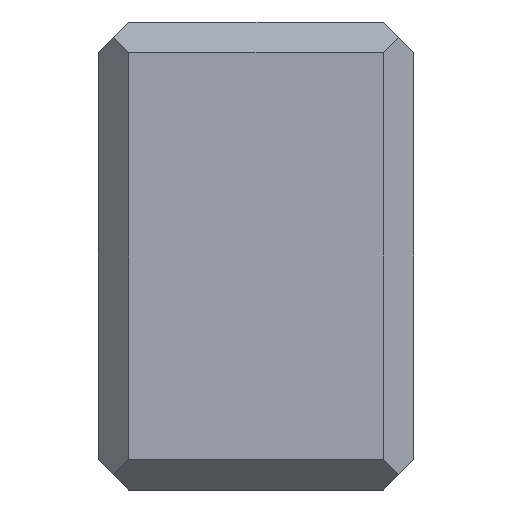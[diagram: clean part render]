
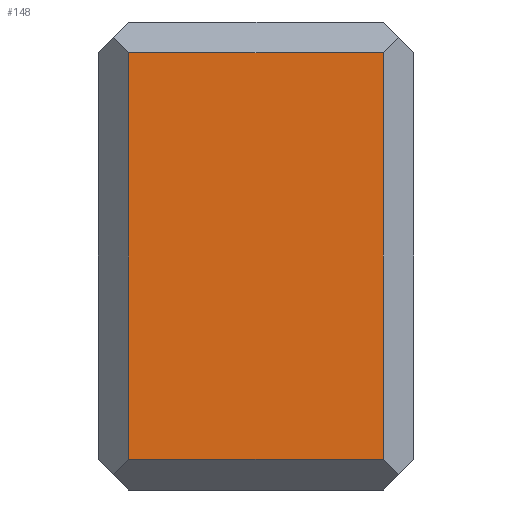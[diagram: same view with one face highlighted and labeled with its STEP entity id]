
A CAD part, front view. The second image highlights one B-rep face of the part: STEP entity #148.
In plain terms, the highlighted planar face has unit normal (0, -1, 0).
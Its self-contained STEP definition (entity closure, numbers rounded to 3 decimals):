
#148=ADVANCED_FACE('',(#412),#413,.T.);
#176=EDGE_CURVE('',#252,#240,#445,.T.);
#240=VERTEX_POINT('',#515);
#252=VERTEX_POINT('',#529);
#262=EDGE_CURVE('',#312,#344,#539,.T.);
#312=VERTEX_POINT('',#599);
#326=EDGE_CURVE('',#312,#240,#613,.T.);
#328=EDGE_CURVE('',#344,#252,#615,.T.);
#344=VERTEX_POINT('',#633);
#412=FACE_OUTER_BOUND('',#692,.T.);
#413=PLANE('',#693);
#445=LINE('',#738,#739);
#515=CARTESIAN_POINT('',(-7.9,-7.95,22.9));
#529=CARTESIAN_POINT('',(5.4,-7.95,22.9));
#539=LINE('',#874,#875);
#599=CARTESIAN_POINT('',(-7.9,-7.95,1.6));
#613=LINE('',#971,#972);
#615=LINE('',#975,#976);
#633=CARTESIAN_POINT('',(5.4,-7.95,1.6));
#692=EDGE_LOOP('',(#1078,#1079,#1080,#1081));
#693=AXIS2_PLACEMENT_3D('',#1082,#1083,#1084);
#738=CARTESIAN_POINT('',(-2.05,-7.95,22.9));
#739=VECTOR('',#1121,1.0);
#874=CARTESIAN_POINT('',(-2.05,-7.95,1.6));
#875=VECTOR('',#1226,1.0);
#971=CARTESIAN_POINT('',(-7.9,-7.95,0.0));
#972=VECTOR('',#1319,1.0);
#975=CARTESIAN_POINT('',(5.4,-7.95,0.0));
#976=VECTOR('',#1320,1.0);
#1078=ORIENTED_EDGE('',*,*,#262,.T.);
#1079=ORIENTED_EDGE('',*,*,#328,.T.);
#1080=ORIENTED_EDGE('',*,*,#176,.T.);
#1081=ORIENTED_EDGE('',*,*,#326,.F.);
#1082=CARTESIAN_POINT('',(5.4,-7.95,0.0));
#1083=DIRECTION('',(0.0,-1.0,0.0));
#1084=DIRECTION('',(0.0,0.0,-1.0));
#1121=DIRECTION('',(-1.0,0.0,0.0));
#1226=DIRECTION('',(1.0,0.0,0.0));
#1319=DIRECTION('',(0.0,0.0,1.0));
#1320=DIRECTION('',(0.0,0.0,1.0));
